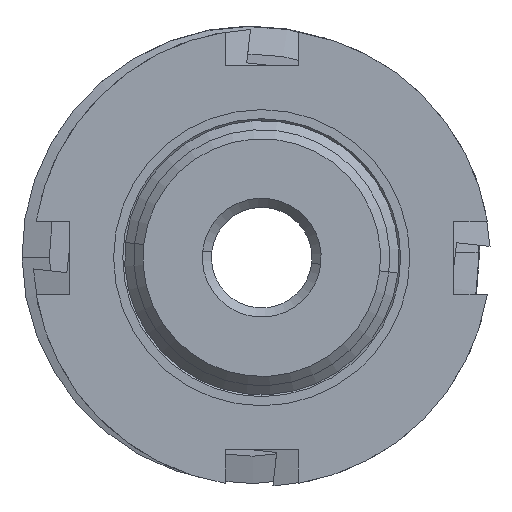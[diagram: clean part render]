
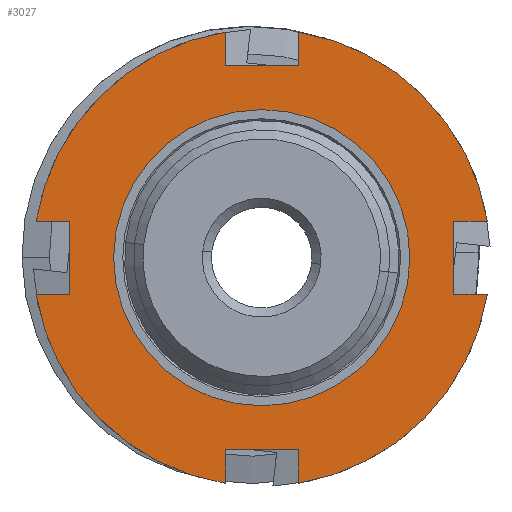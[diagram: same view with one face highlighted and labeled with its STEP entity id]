
A CAD part, front view. The second image highlights one B-rep face of the part: STEP entity #3027.
In plain terms, the highlighted planar face has unit normal (0, -1, 0).
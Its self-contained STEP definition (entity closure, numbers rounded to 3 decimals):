
#23 = ORIENTED_EDGE ( 'NONE', *, *, #4376, .F. ) ;
#64 = DIRECTION ( 'NONE',  ( 0., 1., 0. ) ) ;
#117 = CARTESIAN_POINT ( 'NONE',  ( 8.1, -23., 2. ) ) ;
#140 = CARTESIAN_POINT ( 'NONE',  ( -12.339, -23., -2. ) ) ;
#174 = CARTESIAN_POINT ( 'NONE',  ( 10.5, -23., -2. ) ) ;
#302 = LINE ( 'NONE', #3349, #1341 ) ;
#346 = EDGE_CURVE ( 'NONE', #3296, #2381, #703, .T. ) ;
#387 = DIRECTION ( 'NONE',  ( 0., 0., 1. ) ) ;
#439 = CARTESIAN_POINT ( 'NONE',  ( 10.5, -23., 0. ) ) ;
#473 = VECTOR ( 'NONE', #814, 1000. ) ;
#520 = DIRECTION ( 'NONE',  ( 1., 0., 0. ) ) ;
#523 = DIRECTION ( 'NONE',  ( 1., 0., 0. ) ) ;
#539 = PLANE ( 'NONE',  #1492 ) ;
#567 = ORIENTED_EDGE ( 'NONE', *, *, #2271, .T. ) ;
#568 = DIRECTION ( 'NONE',  ( 0., 0., 1. ) ) ;
#586 = CARTESIAN_POINT ( 'NONE',  ( -10.5, -23., -2. ) ) ;
#669 = VERTEX_POINT ( 'NONE', #3480 ) ;
#681 = VERTEX_POINT ( 'NONE', #756 ) ;
#703 = CIRCLE ( 'NONE', #3452, 12.5 ) ;
#706 = AXIS2_PLACEMENT_3D ( 'NONE', #3059, #2715, #967 ) ;
#756 = CARTESIAN_POINT ( 'NONE',  ( 2., -23., -12.339 ) ) ;
#760 = CARTESIAN_POINT ( 'NONE',  ( 2., -23., 0. ) ) ;
#767 = CARTESIAN_POINT ( 'NONE',  ( 0., -23., -10.5 ) ) ;
#775 = ORIENTED_EDGE ( 'NONE', *, *, #4530, .F. ) ;
#801 = VERTEX_POINT ( 'NONE', #1511 ) ;
#814 = DIRECTION ( 'NONE',  ( 0., 0., 1. ) ) ;
#820 = CARTESIAN_POINT ( 'NONE',  ( -2., -23., 0. ) ) ;
#837 = EDGE_LOOP ( 'NONE', ( #1785, #2080 ) ) ;
#881 = DIRECTION ( 'NONE',  ( 0., 0., 1. ) ) ;
#891 = CARTESIAN_POINT ( 'NONE',  ( 0., -23., 0. ) ) ;
#900 = EDGE_CURVE ( 'NONE', #4314, #4118, #3684, .T. ) ;
#901 = DIRECTION ( 'NONE',  ( 0., 1., 0. ) ) ;
#957 = CARTESIAN_POINT ( 'NONE',  ( 0., -23., -8.1 ) ) ;
#967 = DIRECTION ( 'NONE',  ( 0., 0., 1. ) ) ;
#1018 = DIRECTION ( 'NONE',  ( -1., 0., 0. ) ) ;
#1036 = ORIENTED_EDGE ( 'NONE', *, *, #2846, .F. ) ;
#1048 = ORIENTED_EDGE ( 'NONE', *, *, #3427, .F. ) ;
#1061 = VERTEX_POINT ( 'NONE', #1653 ) ;
#1068 = DIRECTION ( 'NONE',  ( 0., 0., 1. ) ) ;
#1099 = CARTESIAN_POINT ( 'NONE',  ( 2., -23., 0. ) ) ;
#1144 = ORIENTED_EDGE ( 'NONE', *, *, #346, .F. ) ;
#1192 = EDGE_CURVE ( 'NONE', #1530, #3515, #3242, .T. ) ;
#1235 = CARTESIAN_POINT ( 'NONE',  ( 12.339, -23., -2. ) ) ;
#1283 = LINE ( 'NONE', #117, #2946 ) ;
#1299 = CARTESIAN_POINT ( 'NONE',  ( 10.5, -23., 2. ) ) ;
#1320 = CIRCLE ( 'NONE', #3896, 12.5 ) ;
#1341 = VECTOR ( 'NONE', #2279, 1000. ) ;
#1346 = AXIS2_PLACEMENT_3D ( 'NONE', #3673, #3732, #4064 ) ;
#1367 = EDGE_CURVE ( 'NONE', #3010, #1505, #4208, .T. ) ;
#1441 = EDGE_CURVE ( 'NONE', #1061, #2925, #3133, .T. ) ;
#1492 = AXIS2_PLACEMENT_3D ( 'NONE', #2636, #901, #568 ) ;
#1505 = VERTEX_POINT ( 'NONE', #2639 ) ;
#1511 = CARTESIAN_POINT ( 'NONE',  ( -2., -23., -10.5 ) ) ;
#1530 = VERTEX_POINT ( 'NONE', #1235 ) ;
#1555 = CARTESIAN_POINT ( 'NONE',  ( 0., -23., 0. ) ) ;
#1558 = DIRECTION ( 'NONE',  ( -1., 0., 0. ) ) ;
#1564 = CARTESIAN_POINT ( 'NONE',  ( -10.5, -23., 2. ) ) ;
#1585 = CARTESIAN_POINT ( 'NONE',  ( 2., -23., -10.5 ) ) ;
#1647 = CARTESIAN_POINT ( 'NONE',  ( 0., -23., 0. ) ) ;
#1653 = CARTESIAN_POINT ( 'NONE',  ( -12.339, -23., 2. ) ) ;
#1745 = ORIENTED_EDGE ( 'NONE', *, *, #4340, .T. ) ;
#1785 = ORIENTED_EDGE ( 'NONE', *, *, #900, .T. ) ;
#1821 = CIRCLE ( 'NONE', #2778, 8.1 ) ;
#1830 = ORIENTED_EDGE ( 'NONE', *, *, #3819, .T. ) ;
#1867 = DIRECTION ( 'NONE',  ( 0., 0., 1. ) ) ;
#1874 = VERTEX_POINT ( 'NONE', #4002 ) ;
#1924 = LINE ( 'NONE', #820, #3114 ) ;
#2060 = ORIENTED_EDGE ( 'NONE', *, *, #2386, .T. ) ;
#2079 = CIRCLE ( 'NONE', #2783, 12.5 ) ;
#2080 = ORIENTED_EDGE ( 'NONE', *, *, #2464, .T. ) ;
#2098 = CIRCLE ( 'NONE', #706, 12.5 ) ;
#2103 = VECTOR ( 'NONE', #1018, 1000. ) ;
#2112 = EDGE_CURVE ( 'NONE', #1530, #681, #2098, .T. ) ;
#2132 = CARTESIAN_POINT ( 'NONE',  ( 0., -23., 8.1 ) ) ;
#2146 = DIRECTION ( 'NONE',  ( 0., 0., -1. ) ) ;
#2174 = ORIENTED_EDGE ( 'NONE', *, *, #3481, .T. ) ;
#2193 = LINE ( 'NONE', #2949, #4082 ) ;
#2220 = CARTESIAN_POINT ( 'NONE',  ( 0., -23., 10.5 ) ) ;
#2225 = ORIENTED_EDGE ( 'NONE', *, *, #1367, .T. ) ;
#2271 = EDGE_CURVE ( 'NONE', #3515, #2507, #3612, .T. ) ;
#2279 = DIRECTION ( 'NONE',  ( 0., 0., -1. ) ) ;
#2303 = LINE ( 'NONE', #767, #4018 ) ;
#2310 = ORIENTED_EDGE ( 'NONE', *, *, #3388, .F. ) ;
#2381 = VERTEX_POINT ( 'NONE', #140 ) ;
#2386 = EDGE_CURVE ( 'NONE', #2925, #2583, #302, .T. ) ;
#2443 = VECTOR ( 'NONE', #2146, 1000. ) ;
#2464 = EDGE_CURVE ( 'NONE', #4118, #4314, #1821, .T. ) ;
#2473 = CARTESIAN_POINT ( 'NONE',  ( -2., -23., 0. ) ) ;
#2496 = VECTOR ( 'NONE', #3275, 1000. ) ;
#2507 = VERTEX_POINT ( 'NONE', #1299 ) ;
#2517 = DIRECTION ( 'NONE',  ( 0., 0., 1. ) ) ;
#2576 = VERTEX_POINT ( 'NONE', #4479 ) ;
#2583 = VERTEX_POINT ( 'NONE', #586 ) ;
#2587 = VECTOR ( 'NONE', #1068, 1000. ) ;
#2636 = CARTESIAN_POINT ( 'NONE',  ( 8.1, -23., 0. ) ) ;
#2639 = CARTESIAN_POINT ( 'NONE',  ( 2., -23., 10.5 ) ) ;
#2715 = DIRECTION ( 'NONE',  ( 0., 1., 0. ) ) ;
#2774 = VECTOR ( 'NONE', #1558, 1000. ) ;
#2778 = AXIS2_PLACEMENT_3D ( 'NONE', #1647, #3787, #3045 ) ;
#2783 = AXIS2_PLACEMENT_3D ( 'NONE', #1555, #4443, #881 ) ;
#2823 = LINE ( 'NONE', #2220, #2774 ) ;
#2846 = EDGE_CURVE ( 'NONE', #2576, #2507, #1283, .T. ) ;
#2925 = VERTEX_POINT ( 'NONE', #1564 ) ;
#2942 = FACE_OUTER_BOUND ( 'NONE', #3675, .T. ) ;
#2946 = VECTOR ( 'NONE', #3681, 1000. ) ;
#2949 = CARTESIAN_POINT ( 'NONE',  ( 8.1, -23., -2. ) ) ;
#2952 = CARTESIAN_POINT ( 'NONE',  ( 0., -23., 0. ) ) ;
#3010 = VERTEX_POINT ( 'NONE', #3737 ) ;
#3027 = ADVANCED_FACE ( 'NONE', ( #4523, #2942 ), #539, .F. ) ;
#3045 = DIRECTION ( 'NONE',  ( 0., 0., 1. ) ) ;
#3059 = CARTESIAN_POINT ( 'NONE',  ( 0., -23., 0. ) ) ;
#3114 = VECTOR ( 'NONE', #4373, 1000. ) ;
#3133 = LINE ( 'NONE', #4348, #2496 ) ;
#3160 = ORIENTED_EDGE ( 'NONE', *, *, #1192, .T. ) ;
#3242 = LINE ( 'NONE', #4201, #2103 ) ;
#3275 = DIRECTION ( 'NONE',  ( 1., 0., 0. ) ) ;
#3296 = VERTEX_POINT ( 'NONE', #3923 ) ;
#3349 = CARTESIAN_POINT ( 'NONE',  ( -10.5, -23., 0. ) ) ;
#3388 = EDGE_CURVE ( 'NONE', #1874, #669, #1924, .T. ) ;
#3427 = EDGE_CURVE ( 'NONE', #2381, #2583, #2193, .T. ) ;
#3452 = AXIS2_PLACEMENT_3D ( 'NONE', #2952, #64, #2517 ) ;
#3480 = CARTESIAN_POINT ( 'NONE',  ( -2., -23., 10.5 ) ) ;
#3481 = EDGE_CURVE ( 'NONE', #1505, #669, #2823, .T. ) ;
#3515 = VERTEX_POINT ( 'NONE', #174 ) ;
#3534 = LINE ( 'NONE', #760, #2587 ) ;
#3599 = LINE ( 'NONE', #2473, #4412 ) ;
#3612 = LINE ( 'NONE', #439, #473 ) ;
#3673 = CARTESIAN_POINT ( 'NONE',  ( 0., -23., 0. ) ) ;
#3675 = EDGE_LOOP ( 'NONE', ( #1048, #1144, #1830, #1745, #775, #4163, #3160, #567, #1036, #4454, #2225, #2174, #2310, #23, #3942, #2060 ) ) ;
#3681 = DIRECTION ( 'NONE',  ( -1., 0., 0. ) ) ;
#3684 = CIRCLE ( 'NONE', #1346, 8.1 ) ;
#3732 = DIRECTION ( 'NONE',  ( 0., 1., 0. ) ) ;
#3737 = CARTESIAN_POINT ( 'NONE',  ( 2., -23., 12.339 ) ) ;
#3787 = DIRECTION ( 'NONE',  ( 0., 1., 0. ) ) ;
#3819 = EDGE_CURVE ( 'NONE', #3296, #801, #3599, .T. ) ;
#3896 = AXIS2_PLACEMENT_3D ( 'NONE', #891, #4367, #1867 ) ;
#3923 = CARTESIAN_POINT ( 'NONE',  ( -2., -23., -12.339 ) ) ;
#3942 = ORIENTED_EDGE ( 'NONE', *, *, #1441, .T. ) ;
#3981 = EDGE_CURVE ( 'NONE', #3010, #2576, #1320, .T. ) ;
#4002 = CARTESIAN_POINT ( 'NONE',  ( -2., -23., 12.339 ) ) ;
#4018 = VECTOR ( 'NONE', #520, 1000. ) ;
#4025 = VERTEX_POINT ( 'NONE', #1585 ) ;
#4064 = DIRECTION ( 'NONE',  ( 0., 0., 1. ) ) ;
#4082 = VECTOR ( 'NONE', #523, 1000. ) ;
#4118 = VERTEX_POINT ( 'NONE', #957 ) ;
#4163 = ORIENTED_EDGE ( 'NONE', *, *, #2112, .F. ) ;
#4201 = CARTESIAN_POINT ( 'NONE',  ( 8.1, -23., -2. ) ) ;
#4208 = LINE ( 'NONE', #1099, #2443 ) ;
#4314 = VERTEX_POINT ( 'NONE', #2132 ) ;
#4340 = EDGE_CURVE ( 'NONE', #801, #4025, #2303, .T. ) ;
#4348 = CARTESIAN_POINT ( 'NONE',  ( 8.1, -23., 2. ) ) ;
#4367 = DIRECTION ( 'NONE',  ( 0., 1., 0. ) ) ;
#4373 = DIRECTION ( 'NONE',  ( 0., 0., -1. ) ) ;
#4376 = EDGE_CURVE ( 'NONE', #1061, #1874, #2079, .T. ) ;
#4412 = VECTOR ( 'NONE', #387, 1000. ) ;
#4443 = DIRECTION ( 'NONE',  ( 0., 1., 0. ) ) ;
#4454 = ORIENTED_EDGE ( 'NONE', *, *, #3981, .F. ) ;
#4479 = CARTESIAN_POINT ( 'NONE',  ( 12.339, -23., 2. ) ) ;
#4523 = FACE_BOUND ( 'NONE', #837, .T. ) ;
#4530 = EDGE_CURVE ( 'NONE', #681, #4025, #3534, .T. ) ;
